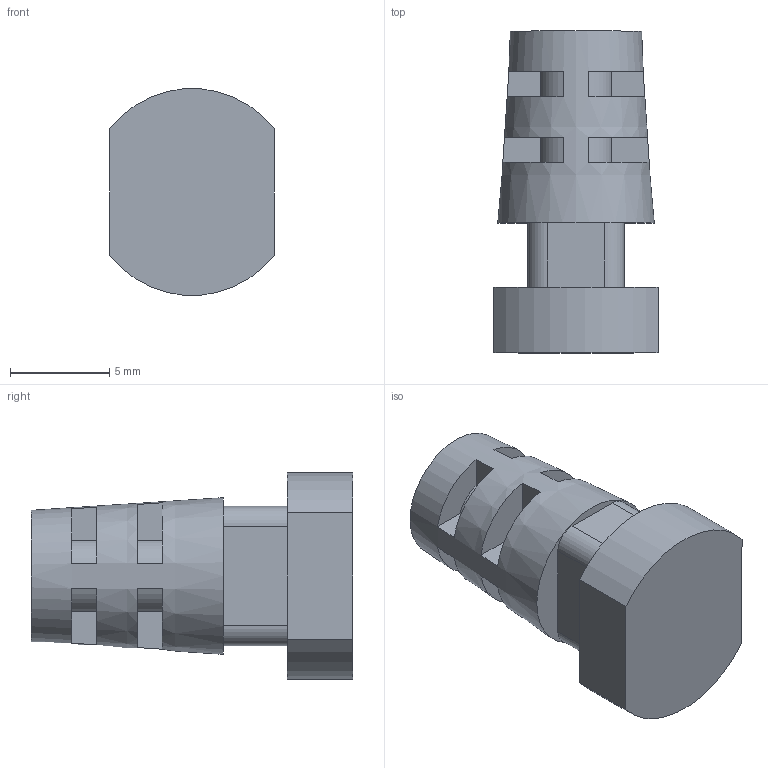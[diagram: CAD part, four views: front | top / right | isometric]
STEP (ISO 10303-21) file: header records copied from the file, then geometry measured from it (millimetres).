
FILE_DESCRIPTION(/* description */ (''),/* implementation_level */ '2;1');
FILE_NAME(/* name */ 'RX PWR Cable Strain.ipt.step',/* time_stamp */ '2020-04-16T23:12:48-04:00',/* author */ ('Jordan'),/* organization */ (''),/* preprocessor_version */ 'ST-DEVELOPER v17',/* originating_system */ 'Autodesk Inventor 2019',/* authorisation */ '');
FILE_SCHEMA (('AUTOMOTIVE_DESIGN { 1 0 10303 214 3 1 1 }'));
Length unit declared in the file: inch
Products named in the file (1): RX PWR Cable Strain
Bounding box: 8.26 x 16.18 x 10.38 mm (x, y, z)
Volume: 704.2 mm3; surface area: 653.7 mm2
Topology: 1 solids, 1 shells, 57 faces, 137 edges, 92 vertices
Faces by surface type: plane 42, cylinder 14, cone 1
Entity records: 1771 total; most frequent: CARTESIAN_POINT 319, DIRECTION 285, ORIENTED_EDGE 274, EDGE_CURVE 137, AXIS2_PLACEMENT_3D 106, VERTEX_POINT 92, LINE 73, VECTOR 73
